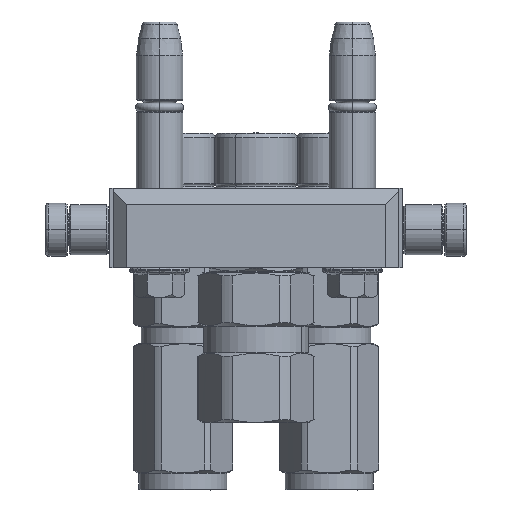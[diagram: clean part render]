
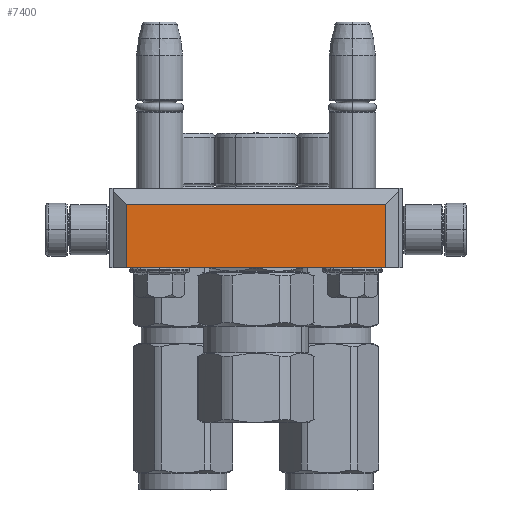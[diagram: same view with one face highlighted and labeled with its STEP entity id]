
A CAD part, left-side view. The second image highlights one B-rep face of the part: STEP entity #7400.
In plain terms, the highlighted face is planar.
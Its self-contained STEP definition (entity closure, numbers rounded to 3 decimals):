
#2502 = CARTESIAN_POINT ( 'NONE',  ( 39., 42.75, 24. ) ) ;
#2892 = DIRECTION ( 'NONE',  ( -1., 0., 0. ) ) ;
#3682 = CARTESIAN_POINT ( 'NONE',  ( 39., 42.75, 24. ) ) ;
#5325 = PLANE ( 'NONE',  #49110 ) ;
#5780 = VECTOR ( 'NONE', #37826, 1000. ) ;
#6100 = EDGE_CURVE ( 'NONE', #27525, #30675, #47640, .T. ) ;
#6607 = ORIENTED_EDGE ( 'NONE', *, *, #19268, .F. ) ;
#7400 = ADVANCED_FACE ( 'NONE', ( #7729 ), #5325, .T. ) ;
#7729 = FACE_OUTER_BOUND ( 'NONE', #52498, .T. ) ;
#8424 = DIRECTION ( 'NONE',  ( 0., 0., -1. ) ) ;
#14742 = ORIENTED_EDGE ( 'NONE', *, *, #41598, .T. ) ;
#15407 = LINE ( 'NONE', #3682, #17426 ) ;
#17426 = VECTOR ( 'NONE', #8424, 1000. ) ;
#19268 = EDGE_CURVE ( 'NONE', #36922, #27525, #29152, .T. ) ;
#19414 = CARTESIAN_POINT ( 'NONE',  ( -39., 42.75, 24. ) ) ;
#22602 = DIRECTION ( 'NONE',  ( -1., 0., 0. ) ) ;
#22990 = LINE ( 'NONE', #2502, #46245 ) ;
#23366 = ORIENTED_EDGE ( 'NONE', *, *, #24288, .F. ) ;
#24288 = EDGE_CURVE ( 'NONE', #32590, #36922, #22990, .T. ) ;
#24473 = VECTOR ( 'NONE', #50459, 1000. ) ;
#27525 = VERTEX_POINT ( 'NONE', #52564 ) ;
#29152 = LINE ( 'NONE', #55137, #5780 ) ;
#30675 = VERTEX_POINT ( 'NONE', #41095 ) ;
#32590 = VERTEX_POINT ( 'NONE', #49148 ) ;
#36922 = VERTEX_POINT ( 'NONE', #19414 ) ;
#37826 = DIRECTION ( 'NONE',  ( 0., 0., -1. ) ) ;
#40393 = CARTESIAN_POINT ( 'NONE',  ( 44., 42.75, 0. ) ) ;
#41095 = CARTESIAN_POINT ( 'NONE',  ( 39., 42.75, 5. ) ) ;
#41598 = EDGE_CURVE ( 'NONE', #32590, #30675, #15407, .T. ) ;
#46245 = VECTOR ( 'NONE', #2892, 1000. ) ;
#46256 = CARTESIAN_POINT ( 'NONE',  ( -39., 42.75, 5. ) ) ;
#47640 = LINE ( 'NONE', #46256, #24473 ) ;
#49110 = AXIS2_PLACEMENT_3D ( 'NONE', #40393, #53292, #22602 ) ;
#49148 = CARTESIAN_POINT ( 'NONE',  ( 39., 42.75, 24. ) ) ;
#50275 = ORIENTED_EDGE ( 'NONE', *, *, #6100, .F. ) ;
#50459 = DIRECTION ( 'NONE',  ( 1., 0., 0. ) ) ;
#52498 = EDGE_LOOP ( 'NONE', ( #23366, #14742, #50275, #6607 ) ) ;
#52564 = CARTESIAN_POINT ( 'NONE',  ( -39., 42.75, 5. ) ) ;
#53292 = DIRECTION ( 'NONE',  ( 0., 1., 0. ) ) ;
#55137 = CARTESIAN_POINT ( 'NONE',  ( -39., 42.75, 24. ) ) ;
